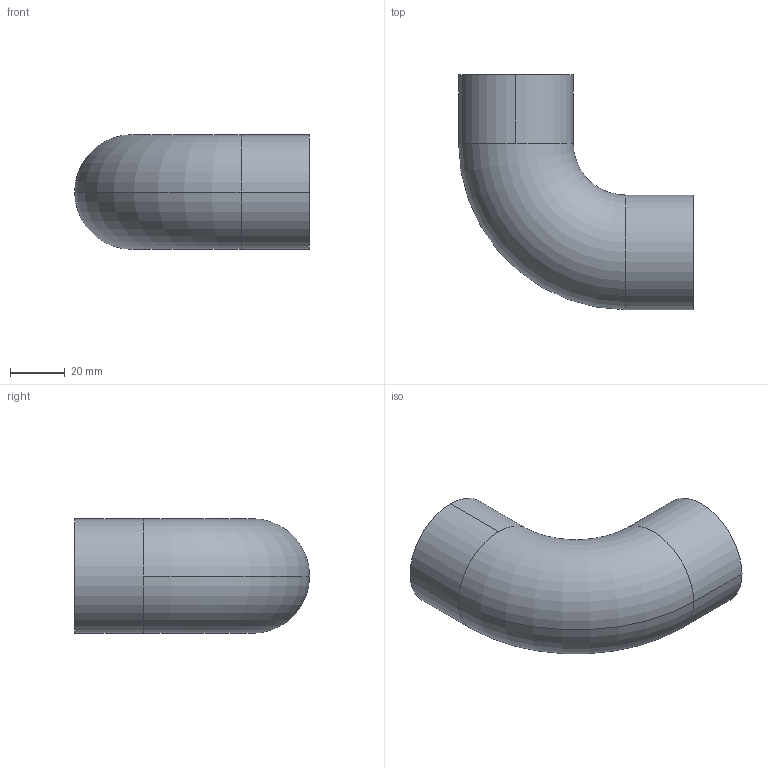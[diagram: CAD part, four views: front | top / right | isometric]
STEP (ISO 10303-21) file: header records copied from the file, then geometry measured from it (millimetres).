
FILE_DESCRIPTION (( 'STEP AP214' ), '1' );
FILE_NAME ('A20_0739-042.STEP', '2022-03-10T09:57:41', ( '' ), ( '' ), 'SwSTEP 2.0', 'SolidWorks 2019', '' );
FILE_SCHEMA (( 'AUTOMOTIVE_DESIGN' ));
Length unit declared in the file: millimetre
Products named in the file (3): A20_0739-042.P1; A20_0302-042.P3.Plast; A20_0739-042
Assembly tree (2 placements, depth 2):
  A20_0739-042
    A20_0739-042.P1
    A20_0302-042.P3.Plast
Bounding box: 86 x 86.2 x 42 mm (x, y, z)
Volume: 35993.3 mm3; surface area: 37827.2 mm2
Topology: 2 solids, 2 shells, 2136 faces, 5879 edges, 3742 vertices
Faces by surface type: bspline 1058, plane 1022, cylinder 30, cone 22, torus 4
Entity records: 82815 total; most frequent: CARTESIAN_POINT 32922, ORIENTED_EDGE 11758, DIRECTION 8079, EDGE_CURVE 5879, VERTEX_POINT 3742, VECTOR 3729, LINE 3729, AXIS2_PLACEMENT_3D 2175
